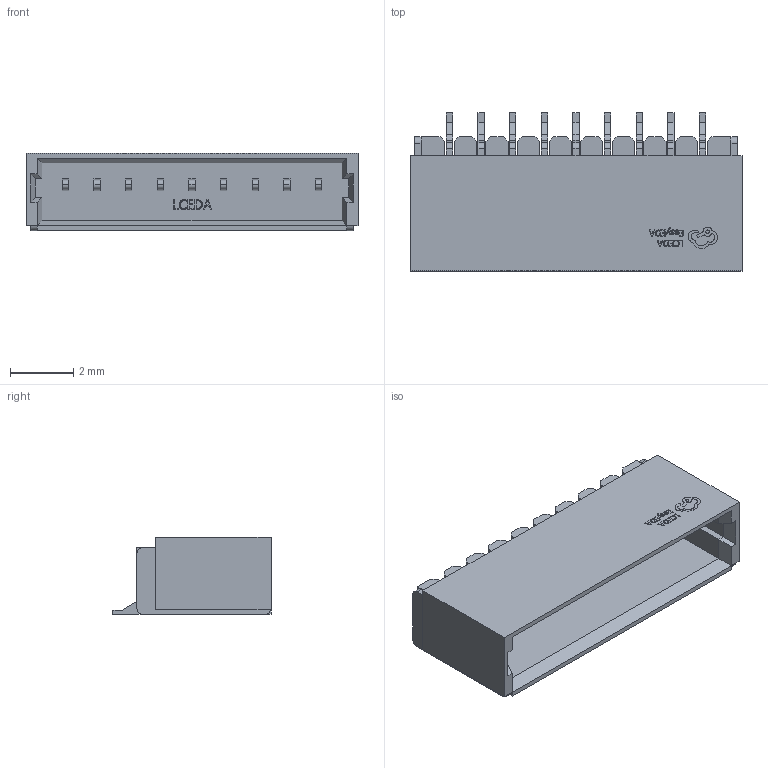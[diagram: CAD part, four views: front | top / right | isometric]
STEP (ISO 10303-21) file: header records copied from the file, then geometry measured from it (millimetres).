
FILE_DESCRIPTION(/* description */ ('Designed by EasyEDA Pro'),/* implementation_level */ '2;1');
FILE_NAME(/* name */ 'CONN-SMD_1x9P-P1.0-H_WAFER-SH1.0-2PWB.step',/* time_stamp */ '2024-01-01T22:38:28+08:00',/* author */ ('20220615'),/* organization */ ('Open CASCADE'),/* preprocessor_version */ 'ST-DEVELOPER v19',/* originating_system */ 'Autodesk Inventor 2023',/* authorisation */ 'Unknown');
FILE_SCHEMA (('AUTOMOTIVE_DESIGN { 1 0 10303 214 3 1 1 }'));
Length unit declared in the file: millimetre
Products named in the file (4): PCBModel; CN1; CONN-SMD_A1002WR-S-9P; COMPOUND
Assembly tree (3 placements, depth 4):
  PCBModel
    CN1
      CONN-SMD_A1002WR-S-9P
        COMPOUND
Bounding box: 10.5 x 5 x 2.45 mm (x, y, z)
Volume: 50.4 mm3; surface area: 285.2 mm2
Topology: 14 solids, 14 shells, 610 faces, 1623 edges, 1074 vertices
Faces by surface type: plane 465, bspline 112, cylinder 33
Entity records: 20698 total; most frequent: CARTESIAN_POINT 5148, ORIENTED_EDGE 3246, DIRECTION 2651, EDGE_CURVE 1623, LINE 1329, VECTOR 1329, VERTEX_POINT 1074, AXIS2_PLACEMENT_3D 661
